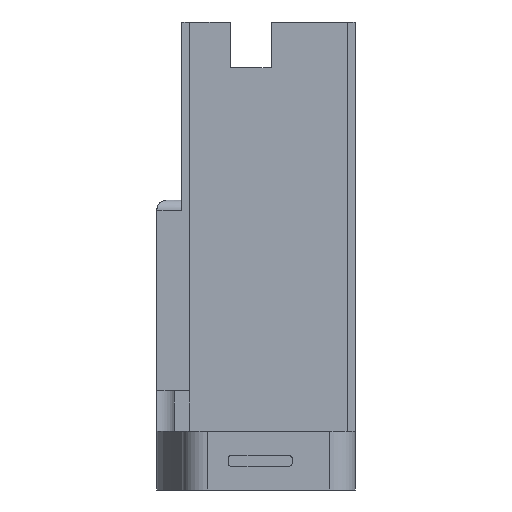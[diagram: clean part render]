
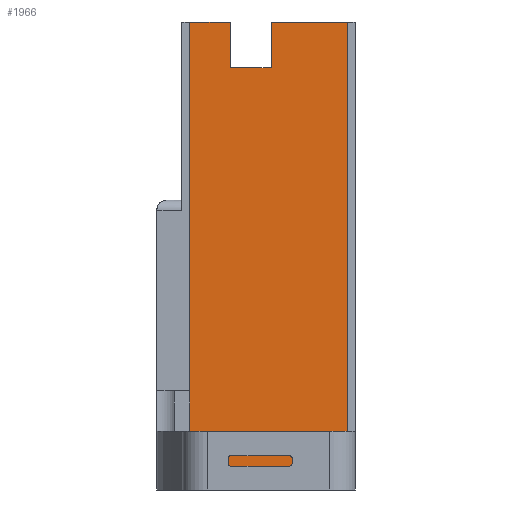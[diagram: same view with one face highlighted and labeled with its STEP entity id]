
A CAD part, left-side view. The second image highlights one B-rep face of the part: STEP entity #1966.
In plain terms, the highlighted planar face has unit normal (-1, 0, 0).
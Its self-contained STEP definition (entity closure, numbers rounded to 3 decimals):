
#49=PLANE('',#2108);
#132=FACE_OUTER_BOUND('',#235,.T.);
#235=EDGE_LOOP('',(#1475,#1476,#1477,#1478,#1479,#1480,#1481,#1482));
#423=LINE('',#2919,#634);
#430=LINE('',#2937,#641);
#442=LINE('',#2960,#653);
#469=LINE('',#3035,#680);
#472=LINE('',#3039,#683);
#473=LINE('',#3041,#684);
#474=LINE('',#3044,#685);
#475=LINE('',#3045,#686);
#634=VECTOR('',#2317,10.);
#641=VECTOR('',#2336,10.);
#653=VECTOR('',#2354,10.);
#680=VECTOR('',#2413,10.);
#683=VECTOR('',#2418,10.);
#684=VECTOR('',#2421,10.);
#685=VECTOR('',#2424,10.);
#686=VECTOR('',#2425,10.);
#848=VERTEX_POINT('',#2916);
#849=VERTEX_POINT('',#2918);
#853=VERTEX_POINT('',#2934);
#854=VERTEX_POINT('',#2936);
#862=VERTEX_POINT('',#2958);
#893=VERTEX_POINT('',#3033);
#894=VERTEX_POINT('',#3034);
#895=VERTEX_POINT('',#3043);
#1055=EDGE_CURVE('',#848,#849,#423,.T.);
#1064=EDGE_CURVE('',#853,#854,#430,.T.);
#1076=EDGE_CURVE('',#848,#862,#442,.T.);
#1113=EDGE_CURVE('',#893,#894,#469,.T.);
#1116=EDGE_CURVE('',#894,#849,#472,.T.);
#1117=EDGE_CURVE('',#853,#893,#473,.T.);
#1118=EDGE_CURVE('',#895,#862,#474,.T.);
#1119=EDGE_CURVE('',#895,#854,#475,.T.);
#1475=ORIENTED_EDGE('',*,*,#1117,.T.);
#1476=ORIENTED_EDGE('',*,*,#1113,.T.);
#1477=ORIENTED_EDGE('',*,*,#1116,.T.);
#1478=ORIENTED_EDGE('',*,*,#1055,.F.);
#1479=ORIENTED_EDGE('',*,*,#1076,.T.);
#1480=ORIENTED_EDGE('',*,*,#1118,.F.);
#1481=ORIENTED_EDGE('',*,*,#1119,.T.);
#1482=ORIENTED_EDGE('',*,*,#1064,.F.);
#1966=ADVANCED_FACE('',(#132),#49,.T.);
#2108=AXIS2_PLACEMENT_3D('',#3042,#2422,#2423);
#2317=DIRECTION('',(0.,-1.,0.));
#2336=DIRECTION('',(0.,-1.,0.));
#2354=DIRECTION('',(0.,0.,-1.));
#2413=DIRECTION('',(0.,1.,0.));
#2418=DIRECTION('',(0.,0.,1.));
#2421=DIRECTION('',(0.,0.,-1.));
#2422=DIRECTION('center_axis',(-1.,0.,0.));
#2423=DIRECTION('ref_axis',(0.,-1.,0.));
#2424=DIRECTION('',(0.,1.,0.));
#2425=DIRECTION('',(0.,0.,1.));
#2916=CARTESIAN_POINT('',(-4.256,2.5,108.097));
#2918=CARTESIAN_POINT('',(-4.256,-5.531,108.097));
#2919=CARTESIAN_POINT('',(-4.256,-6.527,108.097));
#2934=CARTESIAN_POINT('',(-4.256,-13.531,108.097));
#2936=CARTESIAN_POINT('',(-4.256,-28.5,108.097));
#2937=CARTESIAN_POINT('',(-4.256,-6.527,108.097));
#2958=CARTESIAN_POINT('',(-4.256,2.5,18.097));
#2960=CARTESIAN_POINT('',(-4.256,2.5,18.097));
#3033=CARTESIAN_POINT('',(-4.256,-13.531,99.097));
#3034=CARTESIAN_POINT('',(-4.256,-5.531,99.097));
#3035=CARTESIAN_POINT('',(-4.256,-2.765,99.097));
#3039=CARTESIAN_POINT('',(-4.256,-5.531,63.097));
#3041=CARTESIAN_POINT('',(-4.256,-13.531,58.597));
#3042=CARTESIAN_POINT('Origin',(-4.256,0.,18.097));
#3043=CARTESIAN_POINT('',(-4.256,-28.5,18.097));
#3044=CARTESIAN_POINT('',(-4.256,0.,18.097));
#3045=CARTESIAN_POINT('',(-4.256,-28.5,88.097));
